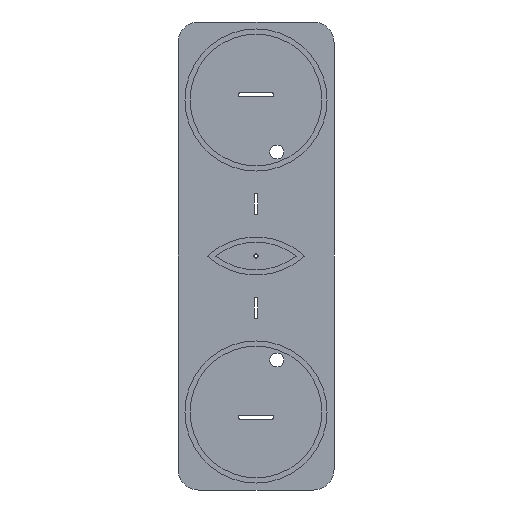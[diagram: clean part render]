
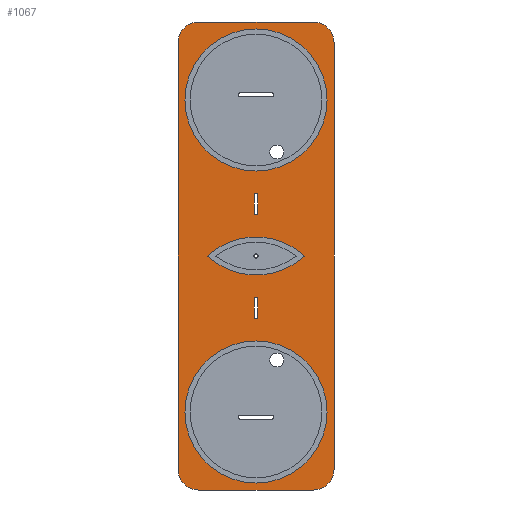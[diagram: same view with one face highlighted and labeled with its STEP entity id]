
A CAD part, front view. The second image highlights one B-rep face of the part: STEP entity #1067.
In plain terms, the highlighted planar face has unit normal (0, -1, 0).
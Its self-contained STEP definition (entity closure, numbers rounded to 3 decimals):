
#15=FACE_BOUND('',#128,.T.);
#16=FACE_BOUND('',#129,.T.);
#17=FACE_BOUND('',#130,.T.);
#18=FACE_BOUND('',#131,.T.);
#19=FACE_BOUND('',#132,.T.);
#36=PLANE('',#1155);
#68=FACE_OUTER_BOUND('',#127,.T.);
#127=EDGE_LOOP('',(#736,#737,#738,#739,#740,#741,#742,#743));
#128=EDGE_LOOP('',(#744,#745));
#129=EDGE_LOOP('',(#746,#747));
#130=EDGE_LOOP('',(#748,#749));
#131=EDGE_LOOP('',(#750,#751,#752,#753,#754,#755,#756,#757));
#132=EDGE_LOOP('',(#758,#759,#760,#761,#762,#763,#764,#765));
#206=LINE('',#1644,#297);
#209=LINE('',#1650,#300);
#210=LINE('',#1654,#301);
#211=LINE('',#1658,#302);
#212=LINE('',#1676,#303);
#213=LINE('',#1680,#304);
#214=LINE('',#1684,#305);
#215=LINE('',#1687,#306);
#216=LINE('',#1692,#307);
#217=LINE('',#1696,#308);
#218=LINE('',#1700,#309);
#219=LINE('',#1703,#310);
#297=VECTOR('',#1302,10.);
#300=VECTOR('',#1307,10.);
#301=VECTOR('',#1310,10.);
#302=VECTOR('',#1313,10.);
#303=VECTOR('',#1330,10.);
#304=VECTOR('',#1333,10.);
#305=VECTOR('',#1336,10.);
#306=VECTOR('',#1339,10.);
#307=VECTOR('',#1342,10.);
#308=VECTOR('',#1345,10.);
#309=VECTOR('',#1348,10.);
#310=VECTOR('',#1351,10.);
#391=CIRCLE('',#1153,30.);
#392=CIRCLE('',#1156,30.);
#393=CIRCLE('',#1157,30.);
#394=CIRCLE('',#1158,30.);
#395=CIRCLE('',#1159,102.5);
#396=CIRCLE('',#1160,102.5);
#397=CIRCLE('',#1161,102.5);
#398=CIRCLE('',#1162,102.5);
#399=CIRCLE('',#1163,102.5);
#400=CIRCLE('',#1164,102.5);
#401=CIRCLE('',#1165,2.);
#402=CIRCLE('',#1166,2.);
#403=CIRCLE('',#1167,2.);
#404=CIRCLE('',#1168,2.);
#405=CIRCLE('',#1169,2.);
#406=CIRCLE('',#1170,2.);
#407=CIRCLE('',#1171,2.);
#408=CIRCLE('',#1172,2.);
#459=VERTEX_POINT('',#1637);
#460=VERTEX_POINT('',#1639);
#461=VERTEX_POINT('',#1643);
#463=VERTEX_POINT('',#1649);
#464=VERTEX_POINT('',#1651);
#465=VERTEX_POINT('',#1653);
#466=VERTEX_POINT('',#1655);
#467=VERTEX_POINT('',#1657);
#468=VERTEX_POINT('',#1660);
#469=VERTEX_POINT('',#1661);
#470=VERTEX_POINT('',#1664);
#471=VERTEX_POINT('',#1665);
#472=VERTEX_POINT('',#1668);
#473=VERTEX_POINT('',#1669);
#474=VERTEX_POINT('',#1672);
#475=VERTEX_POINT('',#1673);
#476=VERTEX_POINT('',#1675);
#477=VERTEX_POINT('',#1677);
#478=VERTEX_POINT('',#1679);
#479=VERTEX_POINT('',#1681);
#480=VERTEX_POINT('',#1683);
#481=VERTEX_POINT('',#1685);
#482=VERTEX_POINT('',#1688);
#483=VERTEX_POINT('',#1689);
#484=VERTEX_POINT('',#1691);
#485=VERTEX_POINT('',#1693);
#486=VERTEX_POINT('',#1695);
#487=VERTEX_POINT('',#1697);
#488=VERTEX_POINT('',#1699);
#489=VERTEX_POINT('',#1701);
#569=EDGE_CURVE('',#459,#460,#391,.T.);
#571=EDGE_CURVE('',#461,#460,#206,.T.);
#574=EDGE_CURVE('',#459,#463,#209,.T.);
#575=EDGE_CURVE('',#464,#463,#392,.T.);
#576=EDGE_CURVE('',#464,#465,#210,.T.);
#577=EDGE_CURVE('',#466,#465,#393,.T.);
#578=EDGE_CURVE('',#466,#467,#211,.T.);
#579=EDGE_CURVE('',#461,#467,#394,.T.);
#580=EDGE_CURVE('',#468,#469,#395,.T.);
#581=EDGE_CURVE('',#469,#468,#396,.T.);
#582=EDGE_CURVE('',#470,#471,#397,.T.);
#583=EDGE_CURVE('',#471,#470,#398,.T.);
#584=EDGE_CURVE('',#472,#473,#399,.T.);
#585=EDGE_CURVE('',#473,#472,#400,.T.);
#586=EDGE_CURVE('',#474,#475,#401,.T.);
#587=EDGE_CURVE('',#475,#476,#212,.T.);
#588=EDGE_CURVE('',#476,#477,#402,.T.);
#589=EDGE_CURVE('',#477,#478,#213,.T.);
#590=EDGE_CURVE('',#478,#479,#403,.T.);
#591=EDGE_CURVE('',#479,#480,#214,.T.);
#592=EDGE_CURVE('',#480,#481,#404,.T.);
#593=EDGE_CURVE('',#481,#474,#215,.T.);
#594=EDGE_CURVE('',#482,#483,#405,.T.);
#595=EDGE_CURVE('',#483,#484,#216,.T.);
#596=EDGE_CURVE('',#484,#485,#406,.T.);
#597=EDGE_CURVE('',#485,#486,#217,.T.);
#598=EDGE_CURVE('',#486,#487,#407,.T.);
#599=EDGE_CURVE('',#487,#488,#218,.T.);
#600=EDGE_CURVE('',#488,#489,#408,.T.);
#601=EDGE_CURVE('',#489,#482,#219,.T.);
#736=ORIENTED_EDGE('',*,*,#569,.F.);
#737=ORIENTED_EDGE('',*,*,#574,.T.);
#738=ORIENTED_EDGE('',*,*,#575,.F.);
#739=ORIENTED_EDGE('',*,*,#576,.T.);
#740=ORIENTED_EDGE('',*,*,#577,.F.);
#741=ORIENTED_EDGE('',*,*,#578,.T.);
#742=ORIENTED_EDGE('',*,*,#579,.F.);
#743=ORIENTED_EDGE('',*,*,#571,.T.);
#744=ORIENTED_EDGE('',*,*,#580,.T.);
#745=ORIENTED_EDGE('',*,*,#581,.T.);
#746=ORIENTED_EDGE('',*,*,#582,.T.);
#747=ORIENTED_EDGE('',*,*,#583,.T.);
#748=ORIENTED_EDGE('',*,*,#584,.T.);
#749=ORIENTED_EDGE('',*,*,#585,.T.);
#750=ORIENTED_EDGE('',*,*,#586,.T.);
#751=ORIENTED_EDGE('',*,*,#587,.T.);
#752=ORIENTED_EDGE('',*,*,#588,.T.);
#753=ORIENTED_EDGE('',*,*,#589,.T.);
#754=ORIENTED_EDGE('',*,*,#590,.T.);
#755=ORIENTED_EDGE('',*,*,#591,.T.);
#756=ORIENTED_EDGE('',*,*,#592,.T.);
#757=ORIENTED_EDGE('',*,*,#593,.T.);
#758=ORIENTED_EDGE('',*,*,#594,.T.);
#759=ORIENTED_EDGE('',*,*,#595,.T.);
#760=ORIENTED_EDGE('',*,*,#596,.T.);
#761=ORIENTED_EDGE('',*,*,#597,.T.);
#762=ORIENTED_EDGE('',*,*,#598,.T.);
#763=ORIENTED_EDGE('',*,*,#599,.T.);
#764=ORIENTED_EDGE('',*,*,#600,.T.);
#765=ORIENTED_EDGE('',*,*,#601,.T.);
#1067=ADVANCED_FACE('',(#68,#15,#16,#17,#18,#19),#36,.F.);
#1153=AXIS2_PLACEMENT_3D('',#1640,#1297,#1298);
#1155=AXIS2_PLACEMENT_3D('',#1648,#1305,#1306);
#1156=AXIS2_PLACEMENT_3D('',#1652,#1308,#1309);
#1157=AXIS2_PLACEMENT_3D('',#1656,#1311,#1312);
#1158=AXIS2_PLACEMENT_3D('',#1659,#1314,#1315);
#1159=AXIS2_PLACEMENT_3D('',#1662,#1316,#1317);
#1160=AXIS2_PLACEMENT_3D('',#1663,#1318,#1319);
#1161=AXIS2_PLACEMENT_3D('',#1666,#1320,#1321);
#1162=AXIS2_PLACEMENT_3D('',#1667,#1322,#1323);
#1163=AXIS2_PLACEMENT_3D('',#1670,#1324,#1325);
#1164=AXIS2_PLACEMENT_3D('',#1671,#1326,#1327);
#1165=AXIS2_PLACEMENT_3D('',#1674,#1328,#1329);
#1166=AXIS2_PLACEMENT_3D('',#1678,#1331,#1332);
#1167=AXIS2_PLACEMENT_3D('',#1682,#1334,#1335);
#1168=AXIS2_PLACEMENT_3D('',#1686,#1337,#1338);
#1169=AXIS2_PLACEMENT_3D('',#1690,#1340,#1341);
#1170=AXIS2_PLACEMENT_3D('',#1694,#1343,#1344);
#1171=AXIS2_PLACEMENT_3D('',#1698,#1346,#1347);
#1172=AXIS2_PLACEMENT_3D('',#1702,#1349,#1350);
#1297=DIRECTION('center_axis',(0.,1.,0.));
#1298=DIRECTION('ref_axis',(0.707,0.,0.707));
#1302=DIRECTION('',(0.,0.,1.));
#1305=DIRECTION('center_axis',(0.,1.,0.));
#1306=DIRECTION('ref_axis',(0.,0.,1.));
#1307=DIRECTION('',(-1.,0.,0.));
#1308=DIRECTION('center_axis',(0.,1.,0.));
#1309=DIRECTION('ref_axis',(-0.707,0.,0.707));
#1310=DIRECTION('',(0.,0.,-1.));
#1311=DIRECTION('center_axis',(0.,1.,0.));
#1312=DIRECTION('ref_axis',(-0.707,0.,-0.707));
#1313=DIRECTION('',(1.,0.,0.));
#1314=DIRECTION('center_axis',(0.,1.,0.));
#1315=DIRECTION('ref_axis',(0.707,0.,-0.707));
#1316=DIRECTION('center_axis',(0.,1.,0.));
#1317=DIRECTION('ref_axis',(-1.,0.,0.));
#1318=DIRECTION('center_axis',(0.,1.,0.));
#1319=DIRECTION('ref_axis',(-1.,0.,0.));
#1320=DIRECTION('center_axis',(0.,1.,0.));
#1321=DIRECTION('ref_axis',(-1.,0.,0.));
#1322=DIRECTION('center_axis',(0.,1.,0.));
#1323=DIRECTION('ref_axis',(-1.,0.,0.));
#1324=DIRECTION('center_axis',(0.,1.,0.));
#1325=DIRECTION('ref_axis',(-1.,0.,0.));
#1326=DIRECTION('center_axis',(0.,1.,0.));
#1327=DIRECTION('ref_axis',(-1.,0.,0.));
#1328=DIRECTION('center_axis',(0.,1.,0.));
#1329=DIRECTION('ref_axis',(-1.,0.,0.));
#1330=DIRECTION('',(-1.,0.,0.));
#1331=DIRECTION('center_axis',(0.,1.,0.));
#1332=DIRECTION('ref_axis',(0.,0.,1.));
#1333=DIRECTION('',(0.,0.,1.));
#1334=DIRECTION('center_axis',(0.,1.,0.));
#1335=DIRECTION('ref_axis',(1.,0.,0.));
#1336=DIRECTION('',(1.,0.,0.));
#1337=DIRECTION('center_axis',(0.,1.,0.));
#1338=DIRECTION('ref_axis',(0.,0.,-1.));
#1339=DIRECTION('',(0.,0.,-1.));
#1340=DIRECTION('center_axis',(0.,1.,0.));
#1341=DIRECTION('ref_axis',(-1.,0.,0.));
#1342=DIRECTION('',(1.,0.,0.));
#1343=DIRECTION('center_axis',(0.,1.,0.));
#1344=DIRECTION('ref_axis',(0.,0.,1.));
#1345=DIRECTION('',(0.,0.,-1.));
#1346=DIRECTION('center_axis',(0.,1.,0.));
#1347=DIRECTION('ref_axis',(1.,0.,0.));
#1348=DIRECTION('',(-1.,0.,0.));
#1349=DIRECTION('center_axis',(0.,1.,0.));
#1350=DIRECTION('ref_axis',(0.,0.,-1.));
#1351=DIRECTION('',(0.,0.,1.));
#1637=CARTESIAN_POINT('',(82.5,0.,337.5));
#1639=CARTESIAN_POINT('',(112.5,0.,307.5));
#1640=CARTESIAN_POINT('Origin',(82.5,0.,307.5));
#1643=CARTESIAN_POINT('',(112.5,0.,-307.5));
#1644=CARTESIAN_POINT('',(112.5,0.,-337.5));
#1648=CARTESIAN_POINT('Origin',(0.,0.,0.));
#1649=CARTESIAN_POINT('',(-82.5,0.,337.5));
#1650=CARTESIAN_POINT('',(112.5,0.,337.5));
#1651=CARTESIAN_POINT('',(-112.5,0.,307.5));
#1652=CARTESIAN_POINT('Origin',(-82.5,0.,307.5));
#1653=CARTESIAN_POINT('',(-112.5,0.,-307.5));
#1654=CARTESIAN_POINT('',(-112.5,0.,337.5));
#1655=CARTESIAN_POINT('',(-82.5,0.,-337.5));
#1656=CARTESIAN_POINT('Origin',(-82.5,0.,-307.5));
#1657=CARTESIAN_POINT('',(82.5,0.,-337.5));
#1658=CARTESIAN_POINT('',(-112.5,0.,-337.5));
#1659=CARTESIAN_POINT('Origin',(82.5,0.,-307.5));
#1660=CARTESIAN_POINT('',(-102.5,0.,225.));
#1661=CARTESIAN_POINT('',(102.5,0.,225.));
#1662=CARTESIAN_POINT('Origin',(0.,0.,225.));
#1663=CARTESIAN_POINT('Origin',(0.,0.,225.));
#1664=CARTESIAN_POINT('',(69.866,0.,0.));
#1665=CARTESIAN_POINT('',(-69.866,0.,0.));
#1666=CARTESIAN_POINT('Origin',(0.,0.,75.));
#1667=CARTESIAN_POINT('Origin',(0.,0.,-75.));
#1668=CARTESIAN_POINT('',(-102.5,0.,-225.));
#1669=CARTESIAN_POINT('',(102.5,0.,-225.));
#1670=CARTESIAN_POINT('Origin',(0.,0.,-225.));
#1671=CARTESIAN_POINT('Origin',(0.,0.,-225.));
#1672=CARTESIAN_POINT('',(2.75,0.,-88.));
#1673=CARTESIAN_POINT('',(0.75,0.,-90.));
#1674=CARTESIAN_POINT('Origin',(0.75,0.,-88.));
#1675=CARTESIAN_POINT('',(-0.75,0.,-90.));
#1676=CARTESIAN_POINT('',(0.375,0.,-90.));
#1677=CARTESIAN_POINT('',(-2.75,0.,-88.));
#1678=CARTESIAN_POINT('Origin',(-0.75,0.,-88.));
#1679=CARTESIAN_POINT('',(-2.75,0.,-62.));
#1680=CARTESIAN_POINT('',(-2.75,0.,-44.));
#1681=CARTESIAN_POINT('',(-0.75,0.,-60.));
#1682=CARTESIAN_POINT('Origin',(-0.75,0.,-62.));
#1683=CARTESIAN_POINT('',(0.75,0.,-60.));
#1684=CARTESIAN_POINT('',(-0.375,0.,-60.));
#1685=CARTESIAN_POINT('',(2.75,0.,-62.));
#1686=CARTESIAN_POINT('Origin',(0.75,0.,-62.));
#1687=CARTESIAN_POINT('',(2.75,0.,-31.));
#1688=CARTESIAN_POINT('',(-2.75,0.,88.));
#1689=CARTESIAN_POINT('',(-0.75,0.,90.));
#1690=CARTESIAN_POINT('Origin',(-0.75,0.,88.));
#1691=CARTESIAN_POINT('',(0.75,0.,90.));
#1692=CARTESIAN_POINT('',(-0.375,0.,90.));
#1693=CARTESIAN_POINT('',(2.75,0.,88.));
#1694=CARTESIAN_POINT('Origin',(0.75,0.,88.));
#1695=CARTESIAN_POINT('',(2.75,0.,62.));
#1696=CARTESIAN_POINT('',(2.75,0.,44.));
#1697=CARTESIAN_POINT('',(0.75,0.,60.));
#1698=CARTESIAN_POINT('Origin',(0.75,0.,62.));
#1699=CARTESIAN_POINT('',(-0.75,0.,60.));
#1700=CARTESIAN_POINT('',(0.375,0.,60.));
#1701=CARTESIAN_POINT('',(-2.75,0.,62.));
#1702=CARTESIAN_POINT('Origin',(-0.75,0.,62.));
#1703=CARTESIAN_POINT('',(-2.75,0.,31.));
